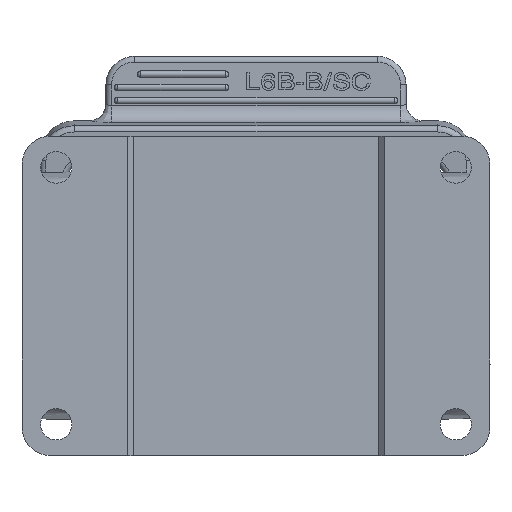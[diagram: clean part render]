
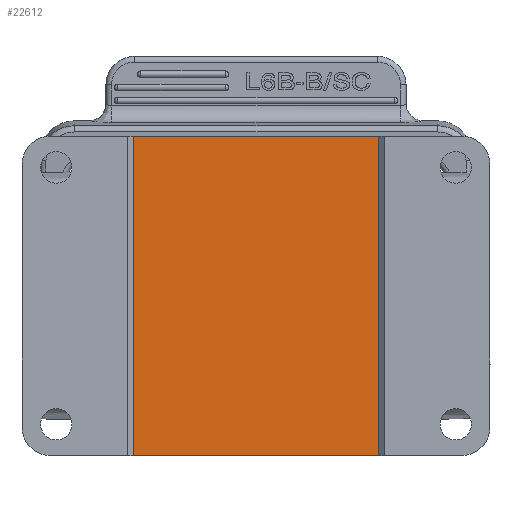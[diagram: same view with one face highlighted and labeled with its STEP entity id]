
A CAD part, front view. The second image highlights one B-rep face of the part: STEP entity #22612.
In plain terms, the highlighted planar face has unit normal (0, -1, 0).
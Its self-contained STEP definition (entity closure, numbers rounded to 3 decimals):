
#5637=DIRECTION('',(-1.,0.,0.));
#5638=VECTOR('',#5637,43.);
#5639=CARTESIAN_POINT('',(63.5,1.,-56.));
#5640=LINE('',#5639,#5638);
#5641=DIRECTION('',(1.,0.,0.));
#5642=VECTOR('',#5641,43.);
#5643=CARTESIAN_POINT('',(20.5,1.,
0.));
#5644=LINE('',#5643,#5642);
#5645=DIRECTION('',(0.,0.,-1.));
#5646=VECTOR('',#5645,56.);
#5647=CARTESIAN_POINT('',(63.5,1.,
0.));
#5648=LINE('',#5647,#5646);
#5649=DIRECTION('',(0.,0.,-1.));
#5650=VECTOR('',#5649,56.);
#5651=CARTESIAN_POINT('',(20.5,1.,
0.));
#5652=LINE('',#5651,#5650);
#12464=CARTESIAN_POINT('',(20.5,1.,-56.));
#12465=VERTEX_POINT('',#12464);
#12466=CARTESIAN_POINT('',(63.5,1.,-56.));
#12467=VERTEX_POINT('',#12466);
#12546=CARTESIAN_POINT('',(63.5,1.,
0.));
#12547=VERTEX_POINT('',#12546);
#12548=CARTESIAN_POINT('',(20.5,1.,
0.));
#12549=VERTEX_POINT('',#12548);
#22600=CARTESIAN_POINT('',(42.,1.,-28.));
#22601=DIRECTION('',(0.,1.,0.));
#22602=DIRECTION('',(0.,0.,1.));
#22603=AXIS2_PLACEMENT_3D('',#22600,#22601,#22602);
#22604=PLANE('',#22603);
#22605=ORIENTED_EDGE('',*,*,#21793,.T.);
#22607=ORIENTED_EDGE('',*,*,#22606,.F.);
#22608=ORIENTED_EDGE('',*,*,#22536,.T.);
#22609=ORIENTED_EDGE('',*,*,#22592,.T.);
#22610=EDGE_LOOP('',(#22605,#22607,#22608,#22609));
#22611=FACE_OUTER_BOUND('',#22610,.F.);
#22612=ADVANCED_FACE('',(#22611),#22604,.F.);
#21793=EDGE_CURVE('',#12467,#12465,#5640,.T.);
#22536=EDGE_CURVE('',#12549,#12547,#5644,.T.);
#22592=EDGE_CURVE('',#12547,#12467,#5648,.T.);
#22606=EDGE_CURVE('',#12549,#12465,#5652,.T.);
